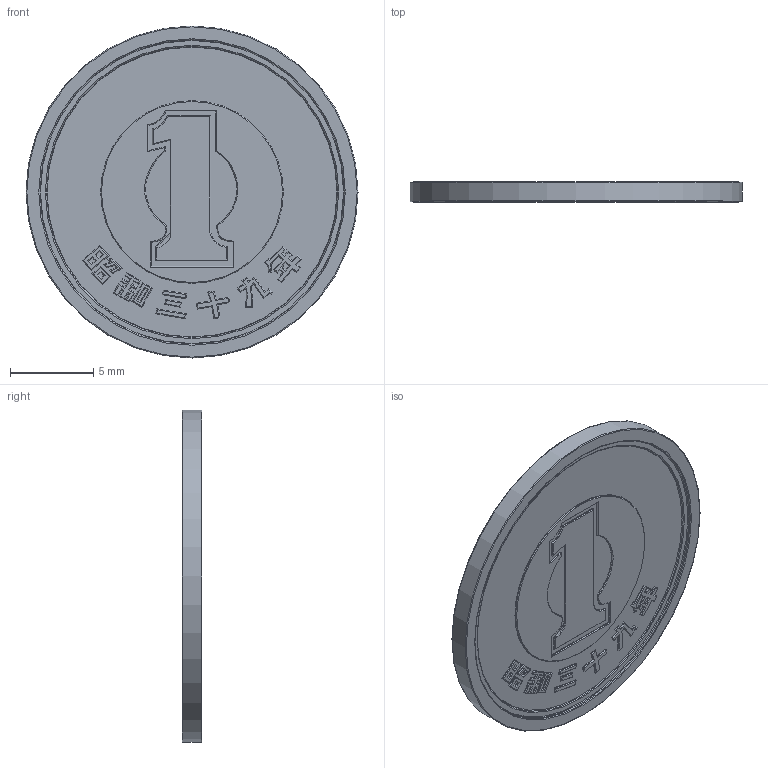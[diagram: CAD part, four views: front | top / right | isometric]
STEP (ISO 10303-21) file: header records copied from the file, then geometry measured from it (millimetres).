
FILE_DESCRIPTION(/* description */ ('STEP AP242','CAx-IF Rec.Pracs.---Representation and Presentation of Product Manufacturing Information (PMI)---4.0---2014-10-13','CAx-IF Rec.Pracs.---3D Tessellated Geometry---0.4---2014-09-14','2;1'),/* implementation_level */ '2;1');
FILE_NAME(/* name */ '6669d07bbe24e139d583ea1c',/* time_stamp */ '2024-06-12T16:44:43Z',/* author */ (''),/* organization */ (''),/* preprocessor_version */ 'ST-DEVELOPER v20',/* originating_system */ ' ',/* authorisation */ ' ');
FILE_SCHEMA (('AP242_MANAGED_MODEL_BASED_3D_ENGINEERING_MIM_LF { 1 0 10303 442 1 1 4 }'));
Length unit declared in the file: metre
Products named in the file (1): Part 1
Bounding box: 20 x 1.2 x 20 mm (x, y, z)
Volume: 235.8 mm3; surface area: 753.7 mm2
Topology: 1 solids, 1 shells, 607 faces, 1416 edges, 849 vertices
Faces by surface type: plane 499, bspline 85, torus 10, cone 9, cylinder 4
Full cylindrical faces by diameter (mm): 11 x1, 18.364 x1, 18.592 x1, 20 x1
Entity records: 18635 total; most frequent: CARTESIAN_POINT 5631, ORIENTED_EDGE 2798, DIRECTION 2279, EDGE_CURVE 1399, LINE 1159, VECTOR 1159, VERTEX_POINT 848, EDGE_LOOP 661
